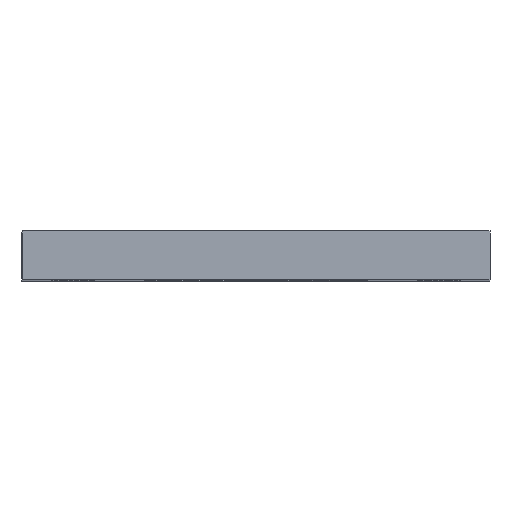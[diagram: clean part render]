
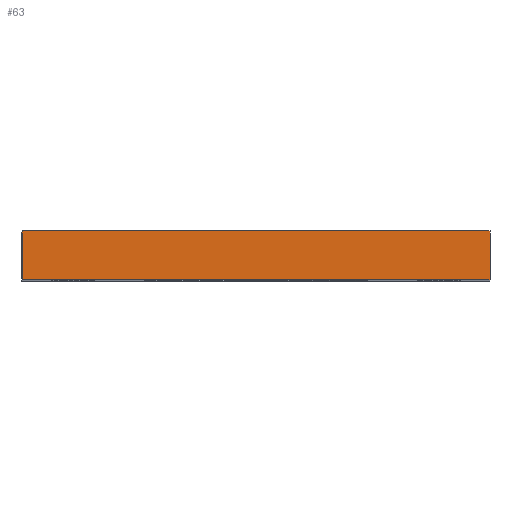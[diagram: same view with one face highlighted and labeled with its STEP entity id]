
A CAD part, top view. The second image highlights one B-rep face of the part: STEP entity #63.
In plain terms, the highlighted planar face has unit normal (0, 0, 1).
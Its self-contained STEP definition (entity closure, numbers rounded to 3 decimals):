
#63 = ADVANCED_FACE ( 'NONE', ( #888 ), #524, .F. ) ;
#149 = EDGE_LOOP ( 'NONE', ( #718, #1097, #604, #356 ) ) ;
#171 = DIRECTION ( 'NONE',  ( -1., 0., 0. ) ) ;
#253 = DIRECTION ( 'NONE',  ( 0., 0., -1. ) ) ;
#261 = VERTEX_POINT ( 'NONE', #856 ) ;
#278 = EDGE_CURVE ( 'NONE', #794, #347, #605, .T. ) ;
#280 = EDGE_CURVE ( 'NONE', #261, #1003, #582, .T. ) ;
#347 = VERTEX_POINT ( 'NONE', #468 ) ;
#351 = VECTOR ( 'NONE', #649, 1000. ) ;
#356 = ORIENTED_EDGE ( 'NONE', *, *, #280, .T. ) ;
#357 = LINE ( 'NONE', #909, #351 ) ;
#430 = VECTOR ( 'NONE', #694, 1000. ) ;
#432 = LINE ( 'NONE', #1004, #430 ) ;
#435 = AXIS2_PLACEMENT_3D ( 'NONE', #503, #253, #171 ) ;
#451 = CARTESIAN_POINT ( 'NONE',  ( -57.5, 0., 85. ) ) ;
#468 = CARTESIAN_POINT ( 'NONE',  ( 57.5, 0., 85. ) ) ;
#502 = EDGE_CURVE ( 'NONE', #261, #794, #432, .T. ) ;
#503 = CARTESIAN_POINT ( 'NONE',  ( -57.5, 12., 85. ) ) ;
#524 = PLANE ( 'NONE',  #435 ) ;
#566 = VECTOR ( 'NONE', #743, 1000. ) ;
#582 = LINE ( 'NONE', #848, #566 ) ;
#593 = VECTOR ( 'NONE', #763, 1000. ) ;
#604 = ORIENTED_EDGE ( 'NONE', *, *, #502, .F. ) ;
#605 = LINE ( 'NONE', #767, #593 ) ;
#649 = DIRECTION ( 'NONE',  ( 1., 0., 0. ) ) ;
#665 = EDGE_CURVE ( 'NONE', #1003, #347, #357, .T. ) ;
#694 = DIRECTION ( 'NONE',  ( 1., 0., 0. ) ) ;
#718 = ORIENTED_EDGE ( 'NONE', *, *, #665, .T. ) ;
#736 = CARTESIAN_POINT ( 'NONE',  ( 57.5, 12., 85. ) ) ;
#743 = DIRECTION ( 'NONE',  ( 0., -1., 0. ) ) ;
#763 = DIRECTION ( 'NONE',  ( 0., -1., 0. ) ) ;
#767 = CARTESIAN_POINT ( 'NONE',  ( 57.5, 12., 85. ) ) ;
#794 = VERTEX_POINT ( 'NONE', #736 ) ;
#848 = CARTESIAN_POINT ( 'NONE',  ( -57.5, 12., 85. ) ) ;
#856 = CARTESIAN_POINT ( 'NONE',  ( -57.5, 12., 85. ) ) ;
#888 = FACE_OUTER_BOUND ( 'NONE', #149, .T. ) ;
#909 = CARTESIAN_POINT ( 'NONE',  ( -57.5, 0., 85. ) ) ;
#1003 = VERTEX_POINT ( 'NONE', #451 ) ;
#1004 = CARTESIAN_POINT ( 'NONE',  ( -57.5, 12., 85. ) ) ;
#1097 = ORIENTED_EDGE ( 'NONE', *, *, #278, .F. ) ;
